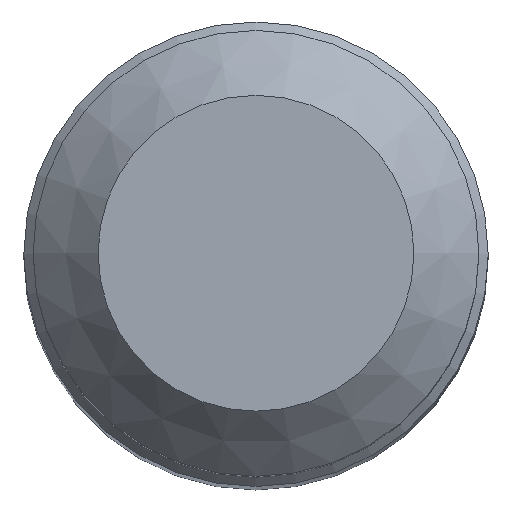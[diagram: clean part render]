
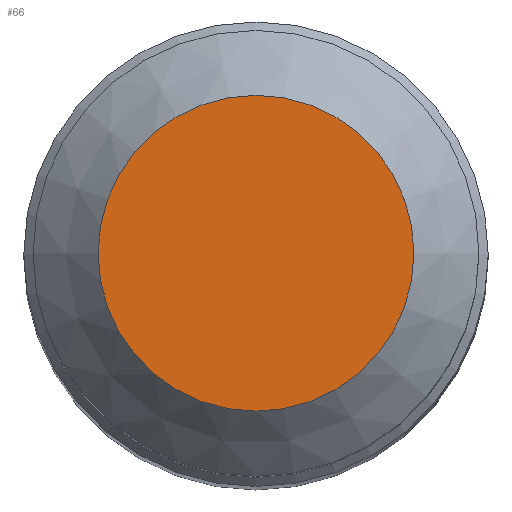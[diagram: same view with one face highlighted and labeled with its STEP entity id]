
A CAD part, top view. The second image highlights one B-rep face of the part: STEP entity #66.
In plain terms, the highlighted planar face has unit normal (0, 0, 1).
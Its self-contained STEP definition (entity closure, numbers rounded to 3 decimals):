
#43=PLANE('',#285);
#47=FACE_OUTER_BOUND('',#126,.T.);
#66=ADVANCED_FACE('',(#47),#43,.F.);
#126=EDGE_LOOP('',(#158));
#158=ORIENTED_EDGE('',*,*,#201,.T.);
#184=VERTEX_POINT('',#432);
#201=EDGE_CURVE('',#184,#184,#217,.T.);
#217=CIRCLE('',#284,3.4);
#284=AXIS2_PLACEMENT_3D('',#431,#341,#342);
#285=AXIS2_PLACEMENT_3D('',#433,#343,#344);
#341=DIRECTION('',(0.,0.,1.));
#342=DIRECTION('',(1.,0.,0.));
#343=DIRECTION('',(0.,0.,-1.));
#344=DIRECTION('',(-1.,0.,0.));
#431=CARTESIAN_POINT('',(0.,0.,0.));
#432=CARTESIAN_POINT('',(3.4,0.,0.));
#433=CARTESIAN_POINT('',(5.2,0.,0.));
